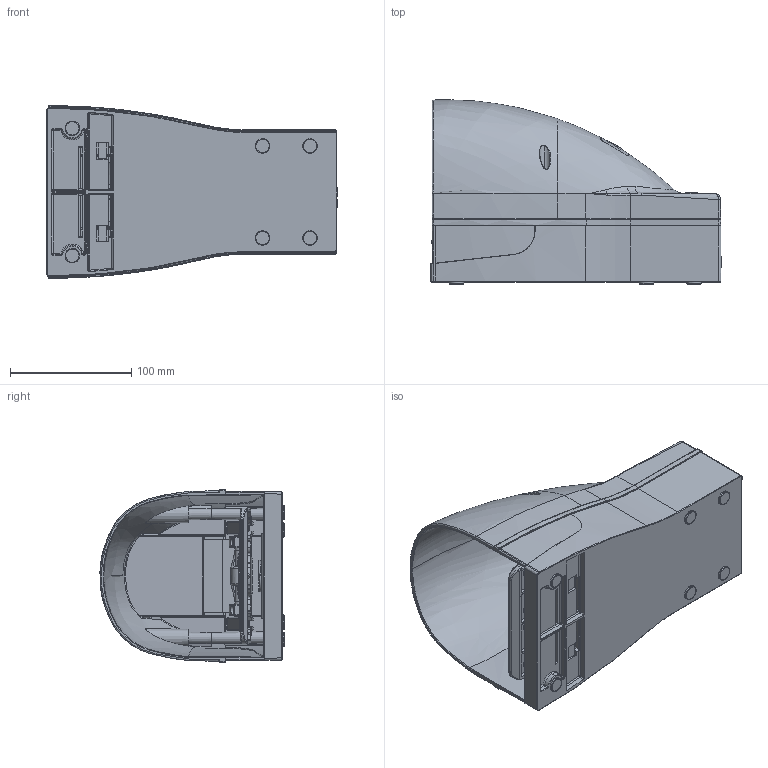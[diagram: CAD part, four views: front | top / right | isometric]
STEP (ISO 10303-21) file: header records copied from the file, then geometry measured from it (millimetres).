
FILE_DESCRIPTION(( 'PEDN 304 M.STEP' ), '1');
FILE_NAME( 'PEDN 304 M.STEP', '2019-03-04T12:05:50',( 'Sopra'),('sopra-pneumatic.com'), 'SwSTEP 2.0','SolidWorks 2009','' );
FILE_SCHEMA (( 'AUTOMOTIVE_DESIGN' ));
Length unit declared in the file: millimetre
Products named in the file (1): 8_197_4ng
Bounding box: 239.3 x 151.85 x 142.41 mm (x, y, z)
Volume: 620435.6 mm3; surface area: 314510.9 mm2
Topology: 7 solids, 7 shells, 4013 faces, 10132 edges, 6024 vertices
Faces by surface type: cylinder 1339, bspline 977, plane 933, cone 596, sphere 87, torus 81
Entity records: 253754 total; most frequent: CARTESIAN_POINT 148407, ORIENTED_EDGE 19894, DIRECTION 15113, EDGE_CURVE 9947, VERTEX_POINT 6013, AXIS2_PLACEMENT_3D 5980, EDGE_LOOP 4106, FACE_OUTER_BOUND 4013
